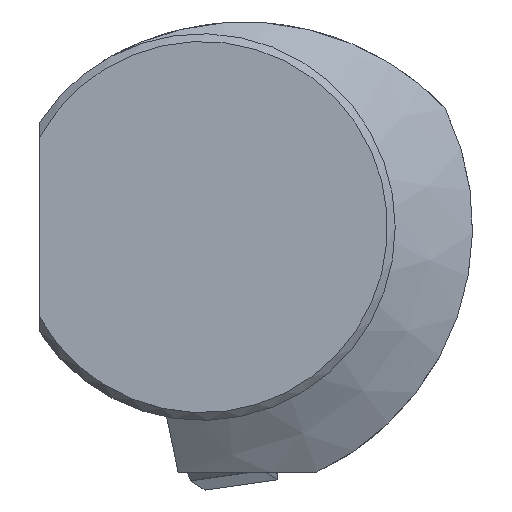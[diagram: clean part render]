
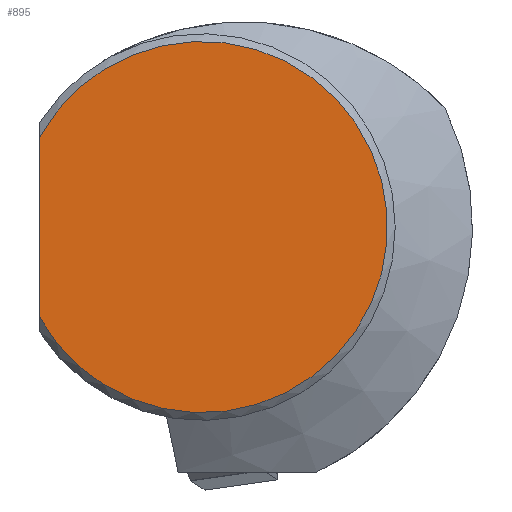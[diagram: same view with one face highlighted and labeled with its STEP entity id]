
A CAD part, left-side view. The second image highlights one B-rep face of the part: STEP entity #895.
In plain terms, the highlighted face is planar.
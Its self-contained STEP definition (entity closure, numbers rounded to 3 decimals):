
#395=CARTESIAN_POINT('',(0.,0.,0.));
#396=DIRECTION('',(0.,0.,1.));
#397=DIRECTION('',(-0.484,0.875,0.));
#398=AXIS2_PLACEMENT_3D('',#395,#396,#397);
#403=CARTESIAN_POINT('',(5.809,10.5,0.));
#418=CARTESIAN_POINT('',(-5.809,10.5,0.));
#423=DIRECTION('',(1.,0.,0.));
#424=VECTOR('',#423,11.619);
#425=CARTESIAN_POINT('',(-5.809,10.5,0.));
#426=LINE('',#425,#424);
#618=VERTEX_POINT('',#418);
#642=VERTEX_POINT('',#403);
#886=CARTESIAN_POINT('',(0.,0.,0.));
#887=DIRECTION('',(0.,0.,-1.));
#888=DIRECTION('',(1.,0.,0.));
#889=AXIS2_PLACEMENT_3D('',#886,#887,#888);
#890=PLANE('',#889);
#891=ORIENTED_EDGE('',*,*,#867,.T.);
#892=ORIENTED_EDGE('',*,*,#877,.F.);
#893=EDGE_LOOP('',(#891,#892));
#894=FACE_OUTER_BOUND('',#893,.F.);
#399=CIRCLE('',#398,12.);
#867=EDGE_CURVE('',#618,#642,#426,.T.);
#877=EDGE_CURVE('',#618,#642,#399,.T.);
#895=ADVANCED_FACE('',(#894),#890,.F.);
